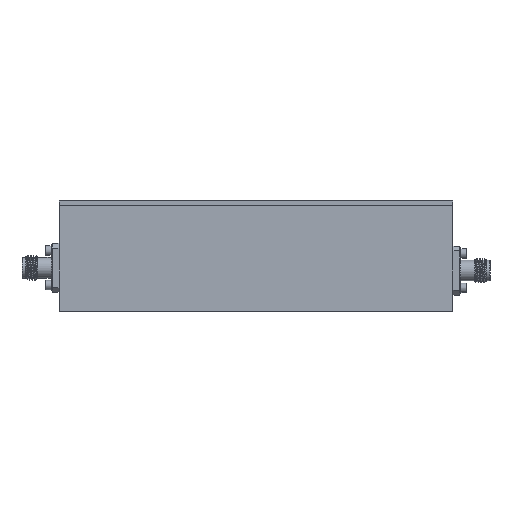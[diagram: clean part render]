
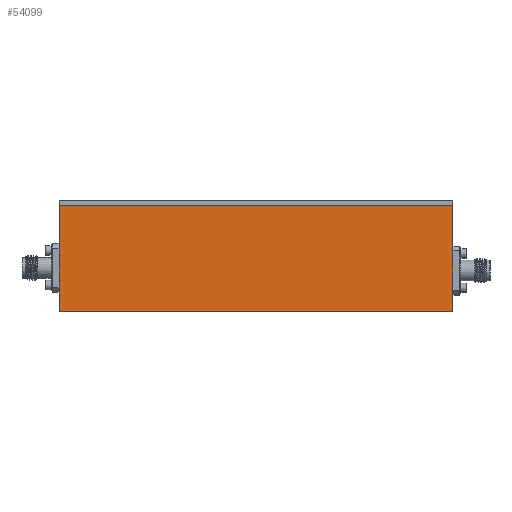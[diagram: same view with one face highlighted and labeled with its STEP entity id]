
A CAD part, left-side view. The second image highlights one B-rep face of the part: STEP entity #54099.
In plain terms, the highlighted planar face has unit normal (-1, 0, 0).
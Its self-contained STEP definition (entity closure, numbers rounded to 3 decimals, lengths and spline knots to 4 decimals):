
#5795 = ORIENTED_EDGE ( 'NONE', *, *, #6496, .T. ) ;
#6496 = EDGE_CURVE ( 'NONE', #75677, #49961, #42380, .T. ) ;
#7192 = VECTOR ( 'NONE', #55862, 39.3701 ) ;
#7781 = VECTOR ( 'NONE', #40793, 39.3701 ) ;
#8065 = CARTESIAN_POINT ( 'NONE',  ( -1.5, -2., 0.51 ) ) ;
#11043 = CARTESIAN_POINT ( 'NONE',  ( -1.5, 2., 0.51 ) ) ;
#13750 = CARTESIAN_POINT ( 'NONE',  ( -1.5, -2., 0.56 ) ) ;
#18735 = VERTEX_POINT ( 'NONE', #8065 ) ;
#21787 = CARTESIAN_POINT ( 'NONE',  ( -1.5, -2., 0.56 ) ) ;
#23529 = DIRECTION ( 'NONE',  ( 1., 0., 0. ) ) ;
#25849 = VERTEX_POINT ( 'NONE', #11043 ) ;
#28308 = CARTESIAN_POINT ( 'NONE',  ( -1.5, -2., 0.51 ) ) ;
#29740 = PLANE ( 'NONE',  #85420 ) ;
#30430 = ORIENTED_EDGE ( 'NONE', *, *, #57127, .F. ) ;
#32347 = EDGE_LOOP ( 'NONE', ( #30430, #59526, #50789, #5795 ) ) ;
#35532 = EDGE_CURVE ( 'NONE', #18735, #25849, #61647, .T. ) ;
#35729 = CARTESIAN_POINT ( 'NONE',  ( -1.5, -2., -0.56 ) ) ;
#39280 = DIRECTION ( 'NONE',  ( 0., 0., -1. ) ) ;
#40793 = DIRECTION ( 'NONE',  ( 0., 0., -1. ) ) ;
#42380 = LINE ( 'NONE', #35729, #44767 ) ;
#43490 = EDGE_CURVE ( 'NONE', #25849, #75677, #73004, .T. ) ;
#44767 = VECTOR ( 'NONE', #62826, 39.3701 ) ;
#49961 = VERTEX_POINT ( 'NONE', #68502 ) ;
#50789 = ORIENTED_EDGE ( 'NONE', *, *, #43490, .T. ) ;
#52517 = CARTESIAN_POINT ( 'NONE',  ( -1.5, 2., -0.56 ) ) ;
#54099 = ADVANCED_FACE ( 'NONE', ( #84275 ), #29740, .F. ) ;
#55862 = DIRECTION ( 'NONE',  ( 0., 1., 0. ) ) ;
#57127 = EDGE_CURVE ( 'NONE', #18735, #49961, #73647, .T. ) ;
#59526 = ORIENTED_EDGE ( 'NONE', *, *, #35532, .T. ) ;
#61647 = LINE ( 'NONE', #28308, #7192 ) ;
#62826 = DIRECTION ( 'NONE',  ( 0., -1., 0. ) ) ;
#68502 = CARTESIAN_POINT ( 'NONE',  ( -1.5, -2., -0.56 ) ) ;
#72573 = CARTESIAN_POINT ( 'NONE',  ( -1.5, 2., 0.56 ) ) ;
#73004 = LINE ( 'NONE', #72573, #76513 ) ;
#73647 = LINE ( 'NONE', #13750, #7781 ) ;
#75677 = VERTEX_POINT ( 'NONE', #52517 ) ;
#76341 = DIRECTION ( 'NONE',  ( 0., 1., 0. ) ) ;
#76513 = VECTOR ( 'NONE', #39280, 39.3701 ) ;
#84275 = FACE_OUTER_BOUND ( 'NONE', #32347, .T. ) ;
#85420 = AXIS2_PLACEMENT_3D ( 'NONE', #21787, #23529, #76341 ) ;
